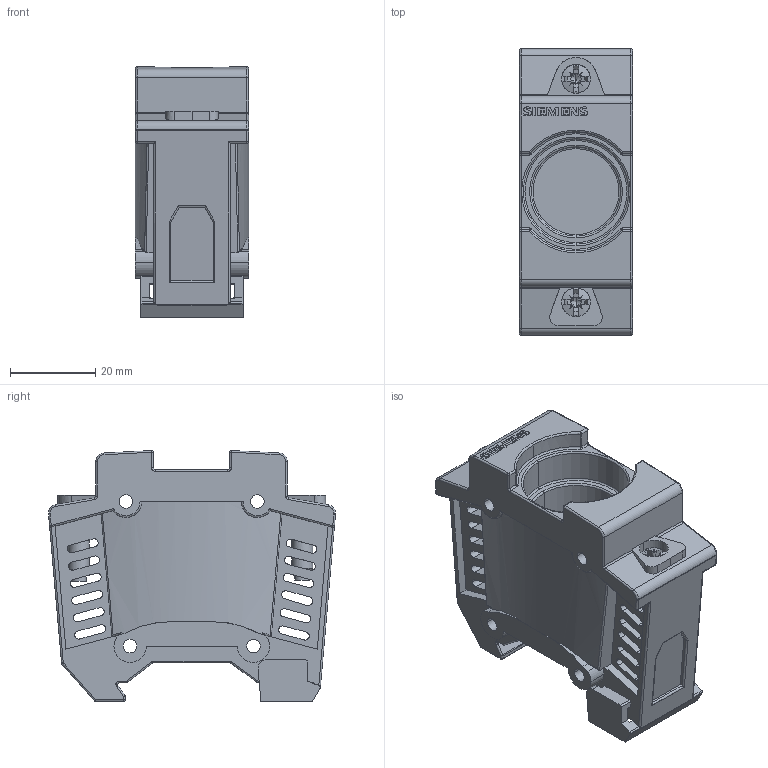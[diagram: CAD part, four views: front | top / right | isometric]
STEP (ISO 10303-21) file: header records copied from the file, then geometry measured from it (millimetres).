
FILE_DESCRIPTION(('STEP AP214'),'1');
FILE_NAME('cctmp_5E392505-347B-40FF-9876-AC69314F5DC6_2023_07_21_23_24_28_0174..stp','2023-07-21T21:24:28',('SIEMENS A&D'),('CADClick - www.CADClick.com'),'Spatial InterOp 3D postprocessed',' ','unknown authorization');
FILE_SCHEMA(('AUTOMOTIVE_DESIGN'));
Length unit declared in the file: millimetre
Products named in the file (1): 2023_07_21_23_24_28_0156
Bounding box: 26.6 x 67.48 x 58.98 mm (x, y, z)
Volume: 58074.6 mm3; surface area: 19118.8 mm2
Topology: 1 solids, 3 shells, 618 faces, 1673 edges, 1051 vertices
Faces by surface type: plane 276, cylinder 221, torus 56, sphere 26, cone 22, bspline 10, extrusion 7
Entity records: 22704 total; most frequent: CARTESIAN_POINT 5153, ORIENTED_EDGE 3314, DIRECTION 3304, EDGE_CURVE 1657, AXIS2_PLACEMENT_3D 1207, VERTEX_POINT 1051, VECTOR 890, LINE 883
